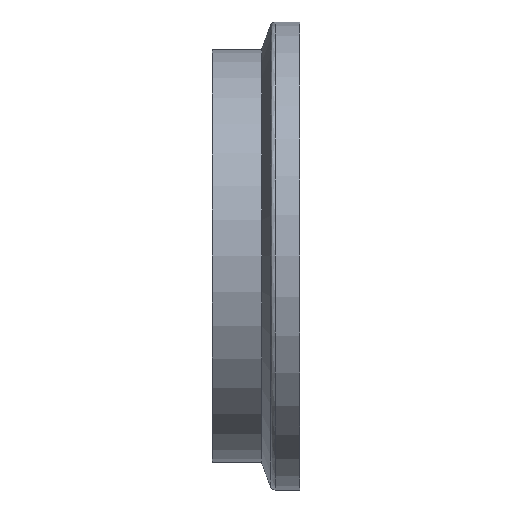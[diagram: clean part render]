
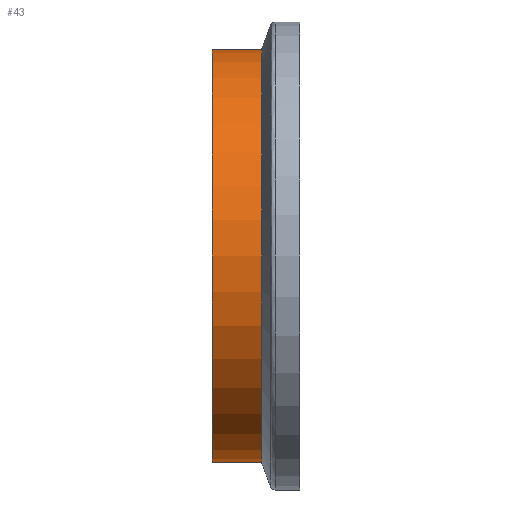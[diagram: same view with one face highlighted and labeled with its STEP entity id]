
A CAD part, front view. The second image highlights one B-rep face of the part: STEP entity #43.
In plain terms, the highlighted cylindrical face has radius 59 mm (diameter 118 mm), a partial arc.
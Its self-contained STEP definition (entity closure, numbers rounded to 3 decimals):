
#43=ADVANCED_FACE('',(#91),#90,.T.);
#90=CYLINDRICAL_SURFACE('',#251,59.);
#91=FACE_OUTER_BOUND('',#252,.T.);
#248=CARTESIAN_POINT('',(0.,0.,0.));
#249=DIRECTION('',(1.,0.,0.));
#250=DIRECTION('',(0.,0.,1.));
#251=AXIS2_PLACEMENT_3D('',#248,#249,#250);
#252=EDGE_LOOP('',(#396,#397,#398,#399));
#396=ORIENTED_EDGE('',*,*,#464,.T.);
#397=ORIENTED_EDGE('',*,*,#465,.F.);
#398=ORIENTED_EDGE('',*,*,#461,.F.);
#399=ORIENTED_EDGE('',*,*,#466,.T.);
#461=EDGE_CURVE('',#543,#542,#550,.T.);
#464=EDGE_CURVE('',#570,#571,#572,.T.);
#465=EDGE_CURVE('',#542,#571,#578,.T.);
#466=EDGE_CURVE('',#543,#570,#584,.T.);
#542=VERTEX_POINT('',#750);
#543=VERTEX_POINT('',#751);
#550=CIRCLE('',#759,59.);
#570=VERTEX_POINT('',#770);
#571=VERTEX_POINT('',#771);
#572=CIRCLE('',#775,59.);
#578=(BOUNDED_CURVE() B_SPLINE_CURVE(1,(#776,#777),.UNSPECIFIED.,.F.,.F.) B_SPLINE_CURVE_WITH_KNOTS((2,2),(0.083,0.917),.UNSPECIFIED.) CURVE() GEOMETRIC_REPRESENTATION_ITEM() RATIONAL_B_SPLINE_CURVE((1.,1.)) REPRESENTATION_ITEM('') );
#584=(BOUNDED_CURVE() B_SPLINE_CURVE(1,(#778,#779),.UNSPECIFIED.,.F.,.F.) B_SPLINE_CURVE_WITH_KNOTS((2,2),(0.083,0.917),.UNSPECIFIED.) CURVE() GEOMETRIC_REPRESENTATION_ITEM() RATIONAL_B_SPLINE_CURVE((0.75,0.75)) REPRESENTATION_ITEM('') );
#750=CARTESIAN_POINT('',(0.,0.,59.));
#751=CARTESIAN_POINT('',(0.,0.,-59.));
#756=CARTESIAN_POINT('',(0.,0.,0.));
#757=DIRECTION('',(-1.,0.,0.));
#758=DIRECTION('',(0.,0.,1.));
#759=AXIS2_PLACEMENT_3D('',#756,#757,#758);
#770=CARTESIAN_POINT('',(14.088,0.,-59.));
#771=CARTESIAN_POINT('',(14.088,0.,59.));
#772=CARTESIAN_POINT('',(14.088,0.,0.));
#773=DIRECTION('',(-1.,0.,0.));
#774=DIRECTION('',(0.,0.,1.));
#775=AXIS2_PLACEMENT_3D('',#772,#773,#774);
#776=CARTESIAN_POINT('',(0.,0.,59.));
#777=CARTESIAN_POINT('',(14.088,0.,59.));
#778=CARTESIAN_POINT('',(0.,0.,-59.));
#779=CARTESIAN_POINT('',(14.088,0.,-59.));
